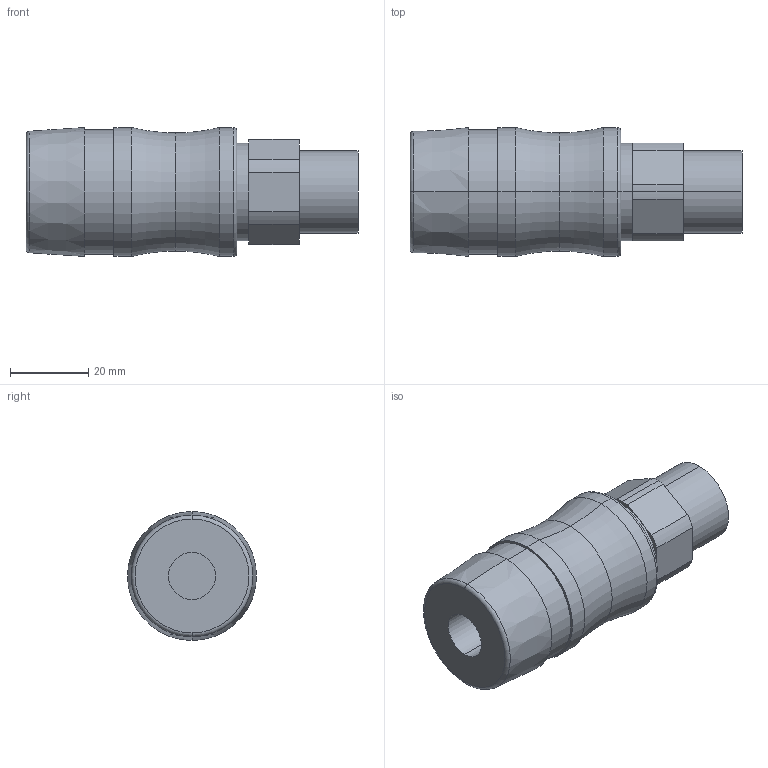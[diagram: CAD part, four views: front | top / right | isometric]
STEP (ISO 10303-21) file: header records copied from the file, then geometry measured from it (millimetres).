
FILE_DESCRIPTION (( 'STEP AP214' ), '1' );
FILE_NAME ('ESG07.1153.STEP', '2018-09-11T11:35:22', ( '' ), ( '' ), 'SwSTEP 2.0', 'SolidWorks 2018', '' );
FILE_SCHEMA (( 'AUTOMOTIVE_DESIGN' ));
Length unit declared in the file: millimetre
Products named in the file (1): ESG07.1153
Bounding box: 85 x 33 x 33 mm (x, y, z)
Volume: 50752.8 mm3; surface area: 11342.6 mm2
Topology: 1 solids, 1 shells, 51 faces, 113 edges, 70 vertices
Faces by surface type: cylinder 21, plane 20, torus 8, cone 2
Entity records: 1734 total; most frequent: DIRECTION 283, CARTESIAN_POINT 235, ORIENTED_EDGE 226, AXIS2_PLACEMENT_3D 118, EDGE_CURVE 113, VERTEX_POINT 70, CIRCLE 66, EDGE_LOOP 57
